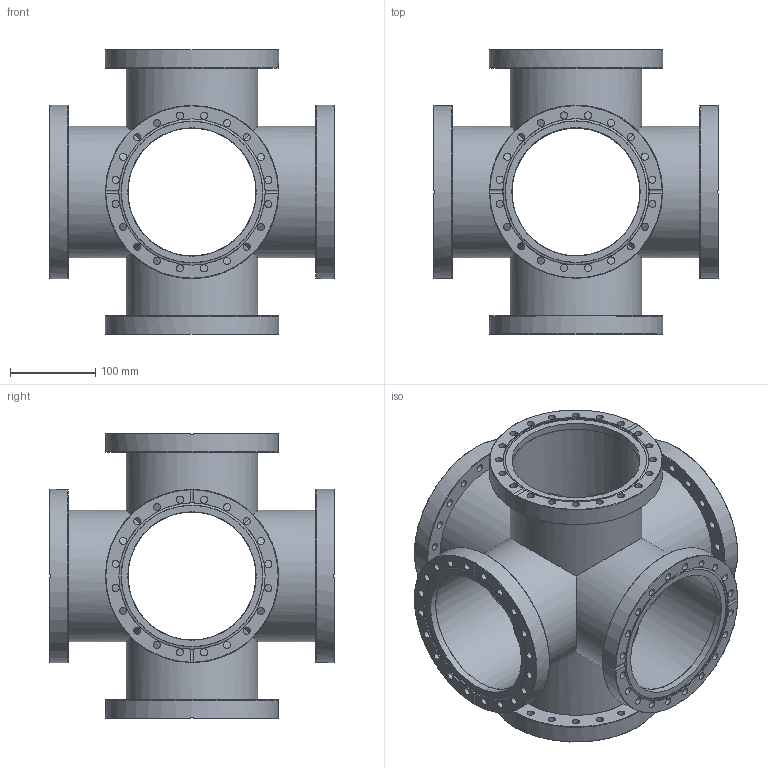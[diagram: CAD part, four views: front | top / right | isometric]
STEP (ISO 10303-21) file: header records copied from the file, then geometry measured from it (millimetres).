
FILE_DESCRIPTION((''),'2;1');
FILE_NAME('XX150R-304.stp','2009-04-30T15:26:54',('hasers'),(''),'Autodesk Inventor 2008','Autodesk Inventor 2008','');
FILE_SCHEMA(('AUTOMOTIVE_DESIGN { 1 0 10303 214 1 1 1 1 }'));
Length unit declared in the file: millimetre
Products named in the file (10): XX150R-304; Rohre [Subject [Summary]=2x45°][Keywords [Summary]=1.4301][Title [Summary]=154x2,0 (0,5m)]_1; Rohre [Subject [Summary]=2x45°][Keywords [Summary]=1.4301][Title [Summary]=154x2,0 (0,5m)]_2; Rohre [Subject [Summary]=2x45°][Keywords [Summary]=1.4301][Title [Summary]=154x2,0 (0,5m)]_3; Rohre [Subject [Summary]=2x45°][Keywords [Summary]=1.4301][Title [Summary]=154x2,0 (0,5m)]_4; Rohre [Subject [Summary]=2x45°][Keywords [Summary]=1.4301][Title [Summary]=154x2,0 (0,5m)]_5; Rohre [Subject [Summary]=2x45°][Keywords [Summary]=1.4301][Title [Summary]=154x2,0 (0,5m)]_6; CF-07 [Keywords [Summary]=1.4301][Company [Summary]=Vacom][Title [Summary]=F150B154]; CF-R [Subject [Summary]=-304][Title [Summary]=F150RIB154]; CF-R [Subject [Summary]=-304][Title [Summary]=F150RO]
Assembly tree (15 placements, depth 2):
  XX150R-304
    Rohre [Subject [Summary]=2x45°][Keywords [Summary]=1.4301][Title [Summary]=154x2,0 (0,5m)]_1
    Rohre [Subject [Summary]=2x45°][Keywords [Summary]=1.4301][Title [Summary]=154x2,0 (0,5m)]_2
    Rohre [Subject [Summary]=2x45°][Keywords [Summary]=1.4301][Title [Summary]=154x2,0 (0,5m)]_3
    Rohre [Subject [Summary]=2x45°][Keywords [Summary]=1.4301][Title [Summary]=154x2,0 (0,5m)]_4
    Rohre [Subject [Summary]=2x45°][Keywords [Summary]=1.4301][Title [Summary]=154x2,0 (0,5m)]_5
    Rohre [Subject [Summary]=2x45°][Keywords [Summary]=1.4301][Title [Summary]=154x2,0 (0,5m)]_6
    CF-07 [Keywords [Summary]=1.4301][Company [Summary]=Vacom][Title [Summary]=F150B154]  x3
    CF-R [Subject [Summary]=-304][Title [Summary]=F150RIB154]  x3
    CF-R [Subject [Summary]=-304][Title [Summary]=F150RO]  x3
Bounding box: 334 x 334 x 334 mm (x, y, z)
Volume: 2144948.8 mm3; surface area: 966748.1 mm2
Topology: 15 solids, 15 shells, 294 faces, 879 edges, 615 vertices
Faces by surface type: bspline 144, plane 60, cylinder 42, torus 33, cone 15
Full cylindrical faces by diameter (mm): 150 x6, 150.5 x3, 154 x6, 154.5 x3, 171.3 x3, 171.4 x3, 172.1 x3, 203 x6
Entity records: 4714 total; most frequent: CARTESIAN_POINT 1596, DIRECTION 602, ORIENTED_EDGE 460, EDGE_LOOP 296, AXIS2_PLACEMENT_3D 285, EDGE_CURVE 230, VERTEX_POINT 194, FACE_BOUND 170
